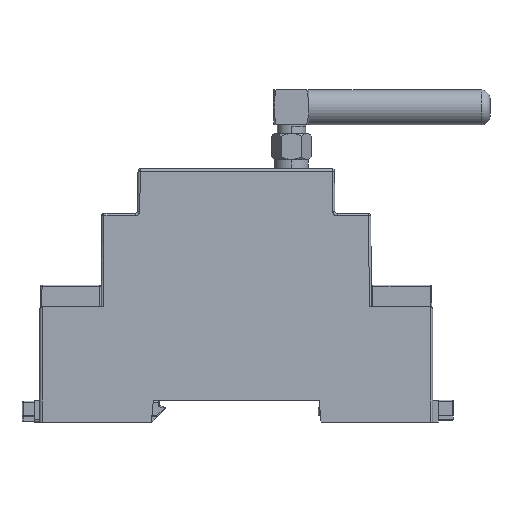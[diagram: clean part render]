
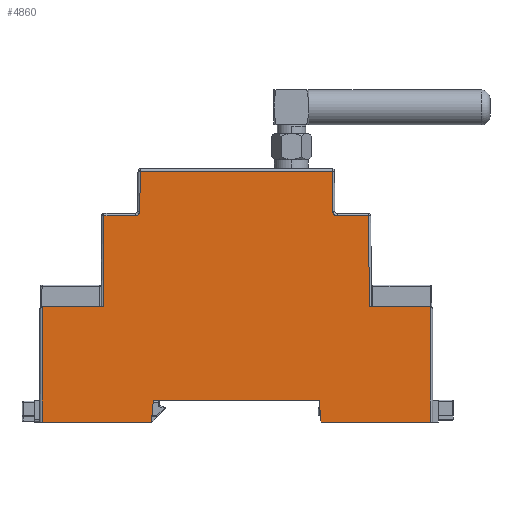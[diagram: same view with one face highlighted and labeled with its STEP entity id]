
A CAD part, front view. The second image highlights one B-rep face of the part: STEP entity #4860.
In plain terms, the highlighted planar face has unit normal (0, -1, 0.009).
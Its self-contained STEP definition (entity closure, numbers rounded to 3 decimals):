
#2159=B_SPLINE_CURVE_WITH_KNOTS('',3,(#45116,#45117,#45118,#45119,#45120,
#45121,#45122,#45123,#45124,#45125,#45126,#45127,#45128,#45129,#45130,#45131,
#45132,#45133),.UNSPECIFIED.,.F.,.F.,(4,1,1,2,2,2,1,1,2,2,4),(0.,0.125,
0.187,0.219,0.25,0.5,
0.625,0.687,0.719,0.75,
1.),.UNSPECIFIED.);
#2160=B_SPLINE_CURVE_WITH_KNOTS('',3,(#45141,#45142,#45143,#45144,#45145,
#45146,#45147,#45148,#45149,#45150,#45151,#45152,#45153,#45154,#45155,#45156,
#45157,#45158),.UNSPECIFIED.,.F.,.F.,(4,1,1,2,2,2,1,1,2,2,4),(0.,0.125,
0.188,0.219,0.25,0.5,
0.625,0.688,0.719,0.75,
1.),.UNSPECIFIED.);
#4860=ADVANCED_FACE('',(#7165),#6129,.T.);
#6129=PLANE('',#30544);
#7165=FACE_OUTER_BOUND('',#8702,.T.);
#8702=EDGE_LOOP('',(#12427,#12428,#12429,#12430,#12431,#12432,#12433,#12434,
#12435,#12436,#12437,#12438,#12439,#12440,#12441,#12442,#12443,#12444));
#12427=ORIENTED_EDGE('',*,*,#21989,.T.);
#12428=ORIENTED_EDGE('',*,*,#21898,.T.);
#12429=ORIENTED_EDGE('',*,*,#21990,.T.);
#12430=ORIENTED_EDGE('',*,*,#21991,.T.);
#12431=ORIENTED_EDGE('',*,*,#21992,.T.);
#12432=ORIENTED_EDGE('',*,*,#21993,.T.);
#12433=ORIENTED_EDGE('',*,*,#21994,.T.);
#12434=ORIENTED_EDGE('',*,*,#21995,.T.);
#12435=ORIENTED_EDGE('',*,*,#21996,.T.);
#12436=ORIENTED_EDGE('',*,*,#21997,.T.);
#12437=ORIENTED_EDGE('',*,*,#21998,.T.);
#12438=ORIENTED_EDGE('',*,*,#21999,.T.);
#12439=ORIENTED_EDGE('',*,*,#22000,.T.);
#12440=ORIENTED_EDGE('',*,*,#22001,.T.);
#12441=ORIENTED_EDGE('',*,*,#22002,.T.);
#12442=ORIENTED_EDGE('',*,*,#22003,.T.);
#12443=ORIENTED_EDGE('',*,*,#22004,.T.);
#12444=ORIENTED_EDGE('',*,*,#22005,.T.);
#18845=VERTEX_POINT('',#44893);
#18846=VERTEX_POINT('',#44894);
#18888=VERTEX_POINT('',#45010);
#18893=VERTEX_POINT('',#45026);
#18914=VERTEX_POINT('',#45104);
#18915=VERTEX_POINT('',#45106);
#18916=VERTEX_POINT('',#45108);
#18917=VERTEX_POINT('',#45110);
#18918=VERTEX_POINT('',#45112);
#18919=VERTEX_POINT('',#45115);
#18920=VERTEX_POINT('',#45134);
#18921=VERTEX_POINT('',#45136);
#18922=VERTEX_POINT('',#45138);
#18923=VERTEX_POINT('',#45140);
#18924=VERTEX_POINT('',#45159);
#18925=VERTEX_POINT('',#45162);
#18926=VERTEX_POINT('',#45164);
#18927=VERTEX_POINT('',#45166);
#21898=EDGE_CURVE('',#18845,#18846,#25479,.T.);
#21989=EDGE_CURVE('',#18914,#18845,#25545,.T.);
#21990=EDGE_CURVE('',#18846,#18915,#25546,.T.);
#21991=EDGE_CURVE('',#18915,#18916,#25547,.T.);
#21992=EDGE_CURVE('',#18916,#18917,#25548,.T.);
#21993=EDGE_CURVE('',#18917,#18918,#25549,.T.);
#21994=EDGE_CURVE('',#18918,#18893,#25550,.T.);
#21995=EDGE_CURVE('',#18893,#18919,#25551,.T.);
#21996=EDGE_CURVE('',#18919,#18920,#2159,.T.);
#21997=EDGE_CURVE('',#18920,#18921,#25552,.T.);
#21998=EDGE_CURVE('',#18921,#18922,#25553,.T.);
#21999=EDGE_CURVE('',#18922,#18923,#25554,.T.);
#22000=EDGE_CURVE('',#18923,#18924,#2160,.T.);
#22001=EDGE_CURVE('',#18924,#18888,#25555,.T.);
#22002=EDGE_CURVE('',#18888,#18925,#25556,.T.);
#22003=EDGE_CURVE('',#18925,#18926,#25557,.T.);
#22004=EDGE_CURVE('',#18926,#18927,#25558,.T.);
#22005=EDGE_CURVE('',#18927,#18914,#25559,.T.);
#25479=LINE('',#44892,#27913);
#25545=LINE('',#45103,#27979);
#25546=LINE('',#45105,#27980);
#25547=LINE('',#45107,#27981);
#25548=LINE('',#45109,#27982);
#25549=LINE('',#45111,#27983);
#25550=LINE('',#45113,#27984);
#25551=LINE('',#45114,#27985);
#25552=LINE('',#45135,#27986);
#25553=LINE('',#45137,#27987);
#25554=LINE('',#45139,#27988);
#25555=LINE('',#45160,#27989);
#25556=LINE('',#45161,#27990);
#25557=LINE('',#45163,#27991);
#25558=LINE('',#45165,#27992);
#25559=LINE('',#45167,#27993);
#27913=VECTOR('',#34139,1.);
#27979=VECTOR('',#34309,1.);
#27980=VECTOR('',#34310,1.);
#27981=VECTOR('',#34311,1.);
#27982=VECTOR('',#34312,1.);
#27983=VECTOR('',#34313,1.);
#27984=VECTOR('',#34314,1.);
#27985=VECTOR('',#34315,1.);
#27986=VECTOR('',#34316,1.);
#27987=VECTOR('',#34317,1.);
#27988=VECTOR('',#34318,1.);
#27989=VECTOR('',#34319,1.);
#27990=VECTOR('',#34320,1.);
#27991=VECTOR('',#34321,1.);
#27992=VECTOR('',#34322,1.);
#27993=VECTOR('',#34323,1.);
#30544=AXIS2_PLACEMENT_3D('',#45168,#34324,#34325);
#34139=DIRECTION('',(1.,0.,0.));
#34309=DIRECTION('',(0.087,0.009,0.996));
#34310=DIRECTION('',(0.087,-0.009,-0.996));
#34311=DIRECTION('',(1.,0.,0.));
#34312=DIRECTION('',(0.,0.009,1.));
#34313=DIRECTION('',(-1.,0.,0.));
#34314=DIRECTION('',(-0.009,0.009,1.));
#34315=DIRECTION('',(-1.,0.,0.));
#34316=DIRECTION('',(-0.009,0.009,1.));
#34317=DIRECTION('',(-1.,0.,0.));
#34318=DIRECTION('',(-0.009,-0.009,-1.));
#34319=DIRECTION('',(-1.,0.,0.));
#34320=DIRECTION('',(-0.009,-0.009,-1.));
#34321=DIRECTION('',(-1.,0.,0.));
#34322=DIRECTION('',(0.,-0.009,-1.));
#34323=DIRECTION('',(1.,0.,0.));
#34324=DIRECTION('',(0.,-1.,0.009));
#34325=DIRECTION('',(0.,-0.009,-1.));
#44892=CARTESIAN_POINT('',(45.,0.043,5.));
#44893=CARTESIAN_POINT('',(-19.,0.043,5.));
#44894=CARTESIAN_POINT('',(19.,0.043,5.));
#45010=CARTESIAN_POINT('',(-30.318,0.413,47.304));
#45026=CARTESIAN_POINT('',(30.318,0.413,47.304));
#45103=CARTESIAN_POINT('',(-19.437,0.,0.));
#45104=CARTESIAN_POINT('',(-19.437,0.,0.));
#45105=CARTESIAN_POINT('',(19.,0.043,5.));
#45106=CARTESIAN_POINT('',(19.437,0.,0.));
#45107=CARTESIAN_POINT('',(45.,0.,0.));
#45108=CARTESIAN_POINT('',(44.5,0.,0.));
#45109=CARTESIAN_POINT('',(44.5,0.23,26.4));
#45110=CARTESIAN_POINT('',(44.5,0.23,26.4));
#45111=CARTESIAN_POINT('',(45.,0.23,26.4));
#45112=CARTESIAN_POINT('',(30.5,0.23,26.4));
#45113=CARTESIAN_POINT('',(30.5,0.23,26.4));
#45114=CARTESIAN_POINT('',(45.,0.413,47.304));
#45115=CARTESIAN_POINT('',(23.095,0.413,47.304));
#45116=CARTESIAN_POINT('',(23.095,0.413,47.304));
#45117=CARTESIAN_POINT('',(23.032,0.413,47.304));
#45118=CARTESIAN_POINT('',(22.939,0.413,47.313));
#45119=CARTESIAN_POINT('',(22.833,0.413,47.338));
#45120=CARTESIAN_POINT('',(22.788,0.413,47.353));
#45121=CARTESIAN_POINT('',(22.759,0.413,47.363));
#45122=CARTESIAN_POINT('',(22.745,0.413,47.368));
#45123=CARTESIAN_POINT('',(22.602,0.414,47.424));
#45124=CARTESIAN_POINT('',(22.489,0.414,47.498));
#45125=CARTESIAN_POINT('',(22.343,0.415,47.642));
#45126=CARTESIAN_POINT('',(22.278,0.416,47.72));
#45127=CARTESIAN_POINT('',(22.218,0.417,47.822));
#45128=CARTESIAN_POINT('',(22.196,0.417,47.867));
#45129=CARTESIAN_POINT('',(22.181,0.418,47.898));
#45130=CARTESIAN_POINT('',(22.174,0.418,47.915));
#45131=CARTESIAN_POINT('',(22.121,0.419,48.047));
#45132=CARTESIAN_POINT('',(22.097,0.42,48.169));
#45133=CARTESIAN_POINT('',(22.095,0.421,48.296));
#45134=CARTESIAN_POINT('',(22.095,0.421,48.296));
#45135=CARTESIAN_POINT('',(22.095,0.421,48.296));
#45136=CARTESIAN_POINT('',(22.015,0.502,57.504));
#45137=CARTESIAN_POINT('',(45.,0.502,57.504));
#45138=CARTESIAN_POINT('',(-22.016,0.502,57.504));
#45139=CARTESIAN_POINT('',(-22.016,0.502,57.504));
#45140=CARTESIAN_POINT('',(-22.096,0.421,48.296));
#45141=CARTESIAN_POINT('',(-22.096,0.421,48.296));
#45142=CARTESIAN_POINT('',(-22.097,0.421,48.232));
#45143=CARTESIAN_POINT('',(-22.106,0.42,48.139));
#45144=CARTESIAN_POINT('',(-22.132,0.419,48.034));
#45145=CARTESIAN_POINT('',(-22.147,0.418,47.989));
#45146=CARTESIAN_POINT('',(-22.157,0.418,47.959));
#45147=CARTESIAN_POINT('',(-22.162,0.418,47.946));
#45148=CARTESIAN_POINT('',(-22.22,0.417,47.803));
#45149=CARTESIAN_POINT('',(-22.295,0.416,47.691));
#45150=CARTESIAN_POINT('',(-22.44,0.415,47.546));
#45151=CARTESIAN_POINT('',(-22.519,0.414,47.482));
#45152=CARTESIAN_POINT('',(-22.621,0.414,47.423));
#45153=CARTESIAN_POINT('',(-22.667,0.413,47.401));
#45154=CARTESIAN_POINT('',(-22.698,0.413,47.387));
#45155=CARTESIAN_POINT('',(-22.715,0.413,47.38));
#45156=CARTESIAN_POINT('',(-22.847,0.413,47.328));
#45157=CARTESIAN_POINT('',(-22.969,0.413,47.304));
#45158=CARTESIAN_POINT('',(-23.096,0.413,47.304));
#45159=CARTESIAN_POINT('',(-23.096,0.413,47.304));
#45160=CARTESIAN_POINT('',(45.,0.413,47.304));
#45161=CARTESIAN_POINT('',(-30.318,0.413,47.304));
#45162=CARTESIAN_POINT('',(-30.5,0.23,26.4));
#45163=CARTESIAN_POINT('',(45.,0.23,26.4));
#45164=CARTESIAN_POINT('',(-44.5,0.23,26.4));
#45165=CARTESIAN_POINT('',(-44.5,0.23,26.4));
#45166=CARTESIAN_POINT('',(-44.5,0.,0.));
#45167=CARTESIAN_POINT('',(45.,0.,0.));
#45168=CARTESIAN_POINT('',(45.,0.23,26.4));
